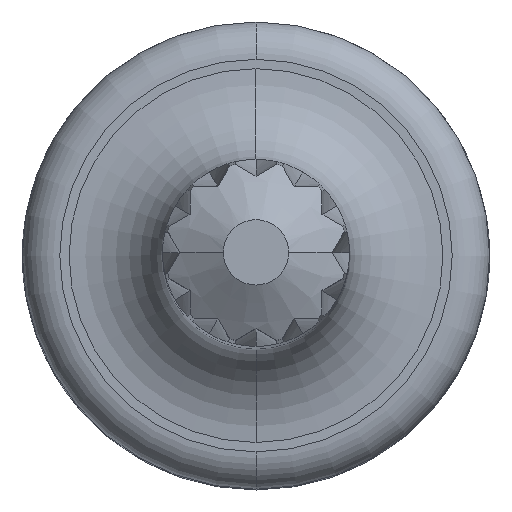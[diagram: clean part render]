
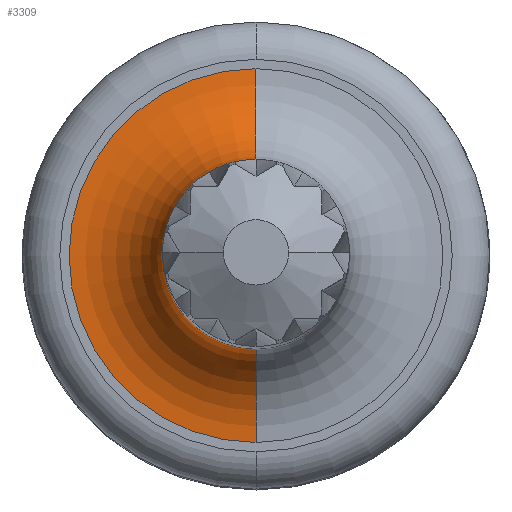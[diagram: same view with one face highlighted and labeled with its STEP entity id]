
A CAD part, top view. The second image highlights one B-rep face of the part: STEP entity #3309.
In plain terms, the highlighted toroidal (fillet/blend) face has major radius 10 mm and minor radius 5 mm.
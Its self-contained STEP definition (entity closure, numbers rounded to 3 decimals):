
#822=CARTESIAN_POINT('',(0.,0.,26.));
#823=DIRECTION('',(0.,0.,-1.));
#824=DIRECTION('',(0.,-1.,0.));
#825=AXIS2_PLACEMENT_3D('',#822,#823,#824);
#846=CARTESIAN_POINT('',(0.,-10.,31.));
#847=DIRECTION('',(-1.,0.,0.));
#848=DIRECTION('',(0.,1.,0.));
#849=AXIS2_PLACEMENT_3D('',#846,#847,#848);
#861=CARTESIAN_POINT('',(0.,0.,31.));
#862=DIRECTION('',(0.,0.,-1.));
#863=DIRECTION('',(0.,-1.,0.));
#864=AXIS2_PLACEMENT_3D('',#861,#862,#863);
#2438=CARTESIAN_POINT('',(0.,10.,31.));
#2439=DIRECTION('',(1.,0.,0.));
#2440=DIRECTION('',(0.,-1.,0.));
#2441=AXIS2_PLACEMENT_3D('',#2438,#2439,#2440);
#2649=CARTESIAN_POINT('',(0.,-5.,31.));
#2650=VERTEX_POINT('',#2649);
#2651=CARTESIAN_POINT('',(0.,5.,31.));
#2652=VERTEX_POINT('',#2651);
#2701=CARTESIAN_POINT('',(0.,-10.,26.));
#2702=CARTESIAN_POINT('',(0.,10.,26.));
#2703=VERTEX_POINT('',#2701);
#2704=VERTEX_POINT('',#2702);
#3295=CARTESIAN_POINT('',(0.,0.,31.));
#3296=DIRECTION('',(0.,0.,-1.));
#3297=DIRECTION('',(0.042,-0.999,0.));
#3298=AXIS2_PLACEMENT_3D('',#3295,#3296,#3297);
#3299=TOROIDAL_SURFACE('',#3298,10.,5.);
#3301=ORIENTED_EDGE('',*,*,#3300,.F.);
#3303=ORIENTED_EDGE('',*,*,#3302,.T.);
#3304=ORIENTED_EDGE('',*,*,#3276,.T.);
#3306=ORIENTED_EDGE('',*,*,#3305,.F.);
#3307=EDGE_LOOP('',(#3301,#3303,#3304,#3306));
#3308=FACE_OUTER_BOUND('',#3307,.F.);
#3309=ADVANCED_FACE('',(#3308),#3299,.F.);
#826=CIRCLE('',#825,10.);
#850=CIRCLE('',#849,5.);
#865=CIRCLE('',#864,5.);
#2442=CIRCLE('',#2441,5.);
#3276=EDGE_CURVE('',#2703,#2704,#826,.T.);
#3300=EDGE_CURVE('',#2650,#2652,#865,.T.);
#3302=EDGE_CURVE('',#2650,#2703,#850,.T.);
#3305=EDGE_CURVE('',#2652,#2704,#2442,.T.);
